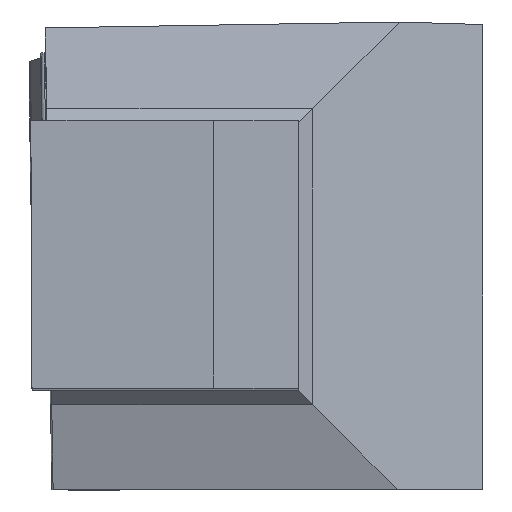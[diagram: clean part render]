
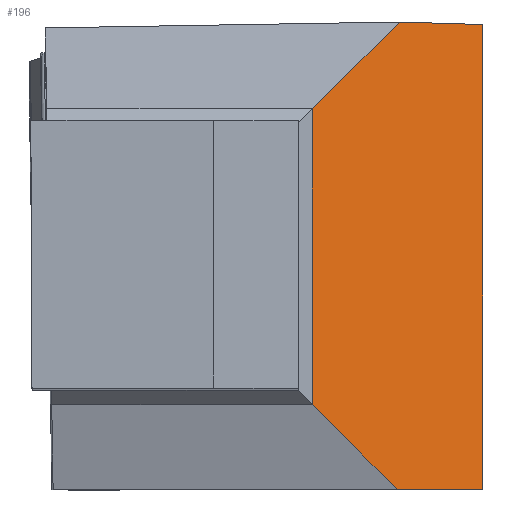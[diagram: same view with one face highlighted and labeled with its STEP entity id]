
A CAD part, top view. The second image highlights one B-rep face of the part: STEP entity #196.
In plain terms, the highlighted planar face has unit normal (0.259, 0, 0.966).
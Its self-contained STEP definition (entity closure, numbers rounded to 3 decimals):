
#196=ADVANCED_FACE('SHANK_NECK_OUTSIDE',(#316),#248,.F.);
#248=PLANE('',#1636);
#316=FACE_OUTER_BOUND('',#394,.T.);
#394=EDGE_LOOP('',(#723,#724,#725,#726,#727,#728));
#723=ORIENTED_EDGE('',*,*,#1112,.F.);
#724=ORIENTED_EDGE('',*,*,#1111,.F.);
#725=ORIENTED_EDGE('',*,*,#1113,.F.);
#726=ORIENTED_EDGE('',*,*,#1114,.T.);
#727=ORIENTED_EDGE('',*,*,#1115,.F.);
#728=ORIENTED_EDGE('',*,*,#1107,.F.);
#927=VERTEX_POINT('',#2539);
#930=VERTEX_POINT('',#2545);
#932=VERTEX_POINT('',#2550);
#934=VERTEX_POINT('',#2554);
#935=VERTEX_POINT('',#2559);
#936=VERTEX_POINT('',#2561);
#1107=EDGE_CURVE('',#930,#927,#1265,.T.);
#1111=EDGE_CURVE('',#934,#932,#1269,.T.);
#1112=EDGE_CURVE('',#932,#930,#1270,.T.);
#1113=EDGE_CURVE('',#935,#934,#1271,.T.);
#1114=EDGE_CURVE('',#935,#936,#1272,.T.);
#1115=EDGE_CURVE('',#927,#936,#1273,.T.);
#1265=LINE('',#2546,#1423);
#1269=LINE('',#2555,#1427);
#1270=LINE('',#2557,#1428);
#1271=LINE('',#2558,#1429);
#1272=LINE('',#2560,#1430);
#1273=LINE('',#2562,#1431);
#1423=VECTOR('',#1955,1.);
#1427=VECTOR('',#1961,1.);
#1428=VECTOR('',#1964,1.);
#1429=VECTOR('',#1965,1.);
#1430=VECTOR('',#1966,1.);
#1431=VECTOR('',#1967,1.);
#1636=AXIS2_PLACEMENT_3D('',#2563,#1968,#1969);
#1955=DIRECTION('',(0.,-1.,0.));
#1961=DIRECTION('',(0.695,0.695,-0.186));
#1964=DIRECTION('',(0.966,-0.029,-0.259));
#1965=DIRECTION('',(0.,1.,0.));
#1966=DIRECTION('',(0.695,-0.695,-0.186));
#1967=DIRECTION('',(-0.966,0.,0.259));
#1968=DIRECTION('',(-0.259,0.,-0.966));
#1969=DIRECTION('',(-0.966,0.,0.259));
#2539=CARTESIAN_POINT('',(6.525,-3.5,-50.619));
#2545=CARTESIAN_POINT('',(6.525,12.963,-50.619));
#2546=CARTESIAN_POINT('',(6.525,18.95,-50.619));
#2550=CARTESIAN_POINT('',(3.575,13.05,-49.829));
#2554=CARTESIAN_POINT('',(0.5,9.975,-49.005));
#2555=CARTESIAN_POINT('',(-33.456,-23.981,-39.906));
#2557=CARTESIAN_POINT('',(-1.075,13.189,-48.583));
#2558=CARTESIAN_POINT('',(0.5,69.85,-49.005));
#2559=CARTESIAN_POINT('',(0.5,-0.5,-49.005));
#2560=CARTESIAN_POINT('',(-33.456,33.456,-39.906));
#2561=CARTESIAN_POINT('',(3.5,-3.5,-49.809));
#2562=CARTESIAN_POINT('',(11.333,-3.5,-51.908));
#2563=CARTESIAN_POINT('',(0.5,69.85,-49.005));
